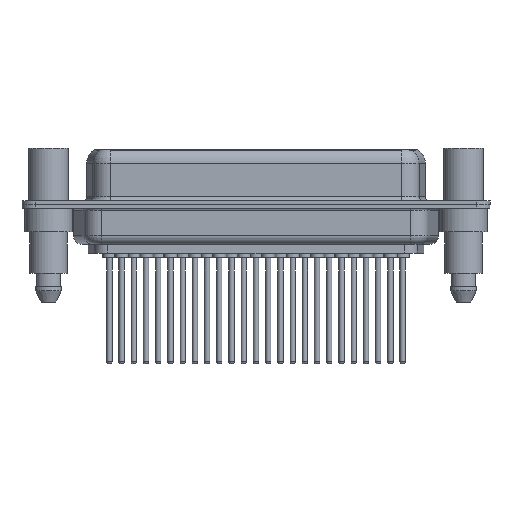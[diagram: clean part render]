
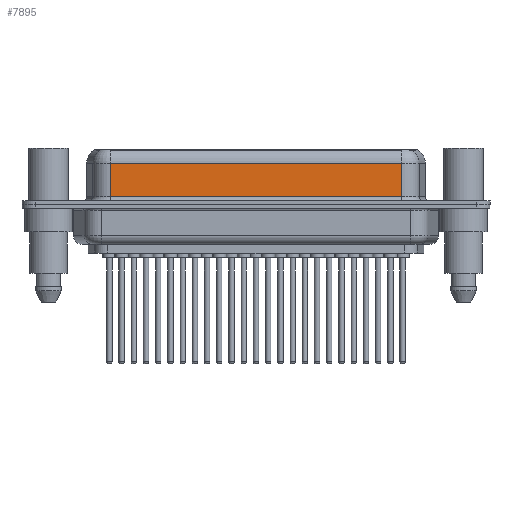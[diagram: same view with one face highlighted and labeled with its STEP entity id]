
A CAD part, front view. The second image highlights one B-rep face of the part: STEP entity #7895.
In plain terms, the highlighted planar face has unit normal (0, -1, 0).
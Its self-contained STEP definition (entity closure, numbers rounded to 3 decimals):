
#70 = CARTESIAN_POINT ( 'NONE',  ( 7.013, -3.95, 0.9 ) ) ;
#1688 = VERTEX_POINT ( 'NONE', #13930 ) ;
#2113 = CARTESIAN_POINT ( 'NONE',  ( 40.037, -3.95, 6.4 ) ) ;
#2529 = VECTOR ( 'NONE', #7067, 1000. ) ;
#2818 = VECTOR ( 'NONE', #14900, 1000. ) ;
#4664 = VERTEX_POINT ( 'NONE', #8726 ) ;
#5639 = CARTESIAN_POINT ( 'NONE',  ( 40.037, -3.95, 4.65 ) ) ;
#6476 = ORIENTED_EDGE ( 'NONE', *, *, #10497, .T. ) ;
#7067 = DIRECTION ( 'NONE',  ( 0., 0., -1. ) ) ;
#7347 = FACE_OUTER_BOUND ( 'NONE', #11308, .T. ) ;
#7730 = ORIENTED_EDGE ( 'NONE', *, *, #12653, .T. ) ;
#7895 = ADVANCED_FACE ( 'NONE', ( #7347 ), #8970, .F. ) ;
#8015 = LINE ( 'NONE', #18313, #2818 ) ;
#8685 = CARTESIAN_POINT ( 'NONE',  ( 7.013, -3.95, 4.65 ) ) ;
#8726 = CARTESIAN_POINT ( 'NONE',  ( 40.037, -3.95, 4.65 ) ) ;
#8736 = DIRECTION ( 'NONE',  ( 0., 0., 1. ) ) ;
#8902 = LINE ( 'NONE', #20831, #2529 ) ;
#8970 = PLANE ( 'NONE',  #10702 ) ;
#9821 = DIRECTION ( 'NONE',  ( 0., 0., -1. ) ) ;
#10156 = CARTESIAN_POINT ( 'NONE',  ( 40.037, -3.95, 6.4 ) ) ;
#10497 = EDGE_CURVE ( 'NONE', #21009, #1688, #8015, .T. ) ;
#10702 = AXIS2_PLACEMENT_3D ( 'NONE', #2113, #14236, #8736 ) ;
#10711 = VECTOR ( 'NONE', #9821, 1000. ) ;
#11308 = EDGE_LOOP ( 'NONE', ( #15944, #7730, #12613, #6476 ) ) ;
#12528 = DIRECTION ( 'NONE',  ( -1., 0., 0. ) ) ;
#12613 = ORIENTED_EDGE ( 'NONE', *, *, #13246, .T. ) ;
#12653 = EDGE_CURVE ( 'NONE', #4664, #19920, #21063, .T. ) ;
#12893 = VECTOR ( 'NONE', #12528, 1000. ) ;
#13246 = EDGE_CURVE ( 'NONE', #19920, #21009, #8902, .T. ) ;
#13930 = CARTESIAN_POINT ( 'NONE',  ( 40.037, -3.95, 0.9 ) ) ;
#14236 = DIRECTION ( 'NONE',  ( 0., 1., 0. ) ) ;
#14900 = DIRECTION ( 'NONE',  ( 1., 0., 0. ) ) ;
#15204 = LINE ( 'NONE', #10156, #10711 ) ;
#15944 = ORIENTED_EDGE ( 'NONE', *, *, #17852, .F. ) ;
#17852 = EDGE_CURVE ( 'NONE', #4664, #1688, #15204, .T. ) ;
#18313 = CARTESIAN_POINT ( 'NONE',  ( 40.037, -3.95, 0.9 ) ) ;
#19920 = VERTEX_POINT ( 'NONE', #8685 ) ;
#20831 = CARTESIAN_POINT ( 'NONE',  ( 7.013, -3.95, 6.4 ) ) ;
#21009 = VERTEX_POINT ( 'NONE', #70 ) ;
#21063 = LINE ( 'NONE', #5639, #12893 ) ;
